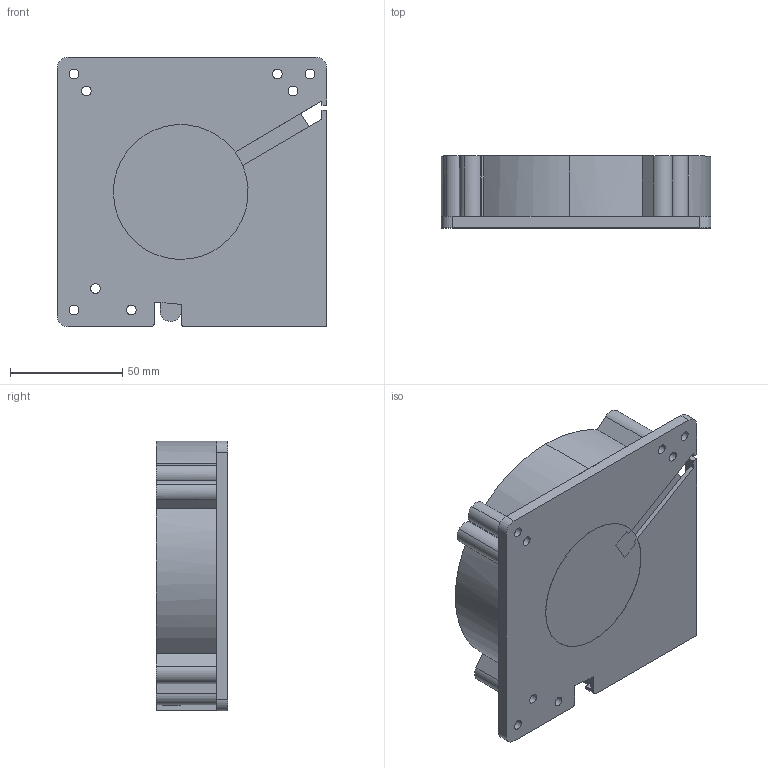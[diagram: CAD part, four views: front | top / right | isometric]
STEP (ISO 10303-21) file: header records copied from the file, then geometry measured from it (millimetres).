
FILE_DESCRIPTION (( 'STEP AP214' ), '1' );
FILE_NAME ('12032Blower.STEP', '2025-09-18T19:07:52', ( '' ), ( '' ), 'SwSTEP 2.0', 'SolidWorks 2024', '' );
FILE_SCHEMA (( 'AUTOMOTIVE_DESIGN' ));
Length unit declared in the file: millimetre
Products named in the file (1): 12032Blower
Bounding box: 120 x 32 x 120 mm (x, y, z)
Volume: 108263.5 mm3; surface area: 106116.5 mm2
Topology: 2 solids, 2 shells, 348 faces, 949 edges, 604 vertices
Faces by surface type: plane 176, cylinder 157, bspline 9, torus 6
Entity records: 15184 total; most frequent: CARTESIAN_POINT 2123, DIRECTION 2088, ORIENTED_EDGE 1898, EDGE_CURVE 949, AXIS2_PLACEMENT_3D 838, VERTEX_POINT 604, CIRCLE 498, LINE 412
